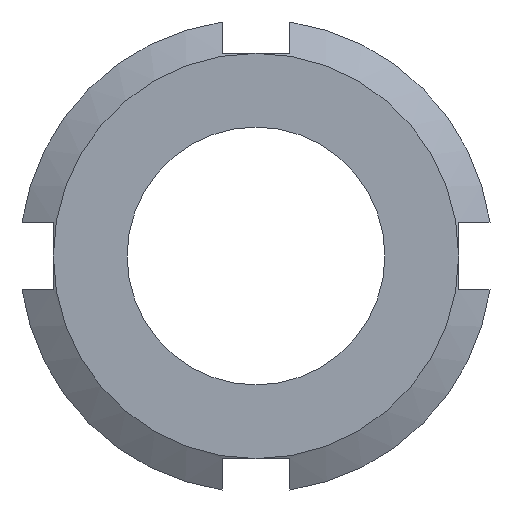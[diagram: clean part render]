
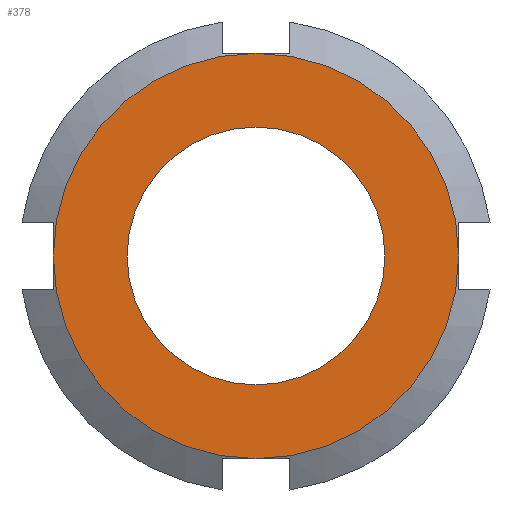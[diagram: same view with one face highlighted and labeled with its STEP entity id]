
A CAD part, front view. The second image highlights one B-rep face of the part: STEP entity #378.
In plain terms, the highlighted planar face has unit normal (0, -1, 0).
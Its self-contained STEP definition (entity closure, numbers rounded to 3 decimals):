
#4 = DIRECTION ( 'NONE',  ( 0., -1., 0. ) ) ;
#7 = ORIENTED_EDGE ( 'NONE', *, *, #736, .F. ) ;
#8 = ORIENTED_EDGE ( 'NONE', *, *, #139, .F. ) ;
#10 = CARTESIAN_POINT ( 'NONE',  ( 0., 0., 0. ) ) ;
#12 = AXIS2_PLACEMENT_3D ( 'NONE', #146, #630, #570 ) ;
#23 = CARTESIAN_POINT ( 'NONE',  ( 0., 0., 0. ) ) ;
#24 = EDGE_CURVE ( 'NONE', #813, #771, #239, .T. ) ;
#25 = AXIS2_PLACEMENT_3D ( 'NONE', #143, #193, #185 ) ;
#65 = CIRCLE ( 'NONE', #212, 7.634 ) ;
#90 = VERTEX_POINT ( 'NONE', #576 ) ;
#91 = CARTESIAN_POINT ( 'NONE',  ( 0., 0., 0. ) ) ;
#104 = EDGE_LOOP ( 'NONE', ( #229, #758, #471, #511 ) ) ;
#105 = VERTEX_POINT ( 'NONE', #610 ) ;
#118 = VERTEX_POINT ( 'NONE', #613 ) ;
#125 = EDGE_LOOP ( 'NONE', ( #7, #8 ) ) ;
#126 = AXIS2_PLACEMENT_3D ( 'NONE', #551, #556, #553 ) ;
#139 = EDGE_CURVE ( 'NONE', #118, #105, #65, .T. ) ;
#143 = CARTESIAN_POINT ( 'NONE',  ( 0., 0., 0. ) ) ;
#146 = CARTESIAN_POINT ( 'NONE',  ( 12., 0., 0. ) ) ;
#178 = CIRCLE ( 'NONE', #25, 7.634 ) ;
#185 = DIRECTION ( 'NONE',  ( 0., 0., -1. ) ) ;
#193 = DIRECTION ( 'NONE',  ( 0., -1., 0. ) ) ;
#212 = AXIS2_PLACEMENT_3D ( 'NONE', #440, #448, #797 ) ;
#223 = CIRCLE ( 'NONE', #717, 12. ) ;
#229 = ORIENTED_EDGE ( 'NONE', *, *, #24, .T. ) ;
#239 = CIRCLE ( 'NONE', #126, 12. ) ;
#263 = CIRCLE ( 'NONE', #293, 12. ) ;
#279 = AXIS2_PLACEMENT_3D ( 'NONE', #23, #335, #552 ) ;
#293 = AXIS2_PLACEMENT_3D ( 'NONE', #91, #4, #356 ) ;
#332 = DIRECTION ( 'NONE',  ( 0., 0., -1. ) ) ;
#335 = DIRECTION ( 'NONE',  ( 0., -1., 0. ) ) ;
#336 = PLANE ( 'NONE',  #12 ) ;
#347 = CIRCLE ( 'NONE', #279, 12. ) ;
#356 = DIRECTION ( 'NONE',  ( 0., 0., -1. ) ) ;
#378 = ADVANCED_FACE ( 'NONE', ( #505, #532 ), #336, .T. ) ;
#393 = CARTESIAN_POINT ( 'NONE',  ( 0., 0., 12. ) ) ;
#428 = DIRECTION ( 'NONE',  ( 0., -1., 0. ) ) ;
#440 = CARTESIAN_POINT ( 'NONE',  ( 0., 0., 0. ) ) ;
#446 = VERTEX_POINT ( 'NONE', #393 ) ;
#448 = DIRECTION ( 'NONE',  ( 0., -1., 0. ) ) ;
#471 = ORIENTED_EDGE ( 'NONE', *, *, #677, .T. ) ;
#478 = CARTESIAN_POINT ( 'NONE',  ( 12., 0., 0. ) ) ;
#505 = FACE_OUTER_BOUND ( 'NONE', #104, .T. ) ;
#511 = ORIENTED_EDGE ( 'NONE', *, *, #582, .T. ) ;
#532 = FACE_BOUND ( 'NONE', #125, .T. ) ;
#551 = CARTESIAN_POINT ( 'NONE',  ( 0., 0., 0. ) ) ;
#552 = DIRECTION ( 'NONE',  ( 0., 0., -1. ) ) ;
#553 = DIRECTION ( 'NONE',  ( 0., 0., -1. ) ) ;
#556 = DIRECTION ( 'NONE',  ( 0., -1., 0. ) ) ;
#570 = DIRECTION ( 'NONE',  ( 0., 0., -1. ) ) ;
#576 = CARTESIAN_POINT ( 'NONE',  ( -12., 0., 0. ) ) ;
#582 = EDGE_CURVE ( 'NONE', #90, #813, #347, .T. ) ;
#610 = CARTESIAN_POINT ( 'NONE',  ( 0., 0., -7.634 ) ) ;
#613 = CARTESIAN_POINT ( 'NONE',  ( 0., 0., 7.634 ) ) ;
#630 = DIRECTION ( 'NONE',  ( 0., -1., 0. ) ) ;
#650 = EDGE_CURVE ( 'NONE', #771, #446, #263, .T. ) ;
#677 = EDGE_CURVE ( 'NONE', #446, #90, #223, .T. ) ;
#713 = CARTESIAN_POINT ( 'NONE',  ( 0., 0., -12. ) ) ;
#717 = AXIS2_PLACEMENT_3D ( 'NONE', #10, #428, #332 ) ;
#736 = EDGE_CURVE ( 'NONE', #105, #118, #178, .T. ) ;
#758 = ORIENTED_EDGE ( 'NONE', *, *, #650, .T. ) ;
#771 = VERTEX_POINT ( 'NONE', #478 ) ;
#797 = DIRECTION ( 'NONE',  ( 0., 0., -1. ) ) ;
#813 = VERTEX_POINT ( 'NONE', #713 ) ;
